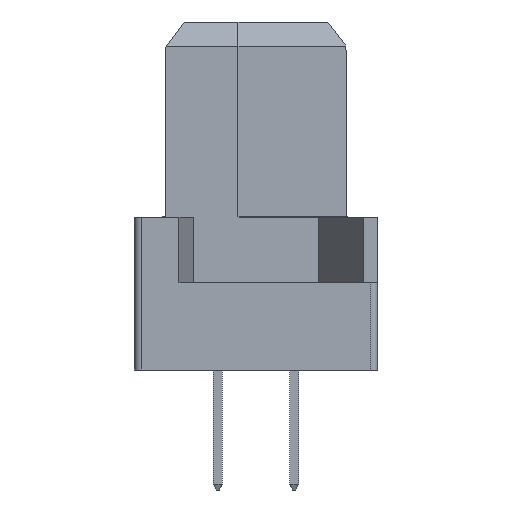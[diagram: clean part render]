
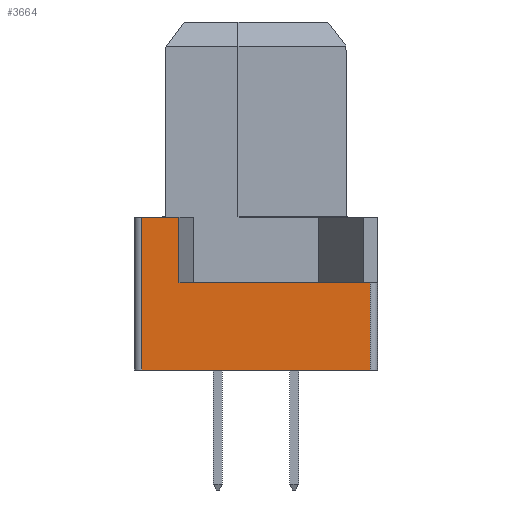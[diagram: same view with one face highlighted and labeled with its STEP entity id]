
A CAD part, left-side view. The second image highlights one B-rep face of the part: STEP entity #3664.
In plain terms, the highlighted planar face has unit normal (-1, 0, 0).
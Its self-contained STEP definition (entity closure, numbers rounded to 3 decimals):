
#3664=ADVANCED_FACE('',(#7408),#7409,.T.);
#7408=FACE_OUTER_BOUND('',#11357,.T.);
#7409=PLANE('',#11358);
#11357=EDGE_LOOP('',(#21764,#21765,#21766,#21767,#21768,#21769));
#11358=AXIS2_PLACEMENT_3D('',#21770,#21771,#21772);
#21764=ORIENTED_EDGE('',*,*,#27228,.T.);
#21765=ORIENTED_EDGE('',*,*,#27206,.T.);
#21766=ORIENTED_EDGE('',*,*,#27250,.F.);
#21767=ORIENTED_EDGE('',*,*,#27251,.F.);
#21768=ORIENTED_EDGE('',*,*,#27252,.F.);
#21769=ORIENTED_EDGE('',*,*,#23150,.T.);
#21770=CARTESIAN_POINT('',(-47.5,0.,-11.8));
#21771=DIRECTION('',(-1.,0.,0.0));
#21772=DIRECTION('',(0.,-1.,0.0));
#23150=EDGE_CURVE('',#27587,#27585,#27588,.T.);
#27206=EDGE_CURVE('',#33480,#33481,#33482,.T.);
#27228=EDGE_CURVE('',#27585,#33480,#33519,.T.);
#27250=EDGE_CURVE('',#33548,#33481,#33549,.T.);
#27251=EDGE_CURVE('',#33550,#33548,#33551,.T.);
#27252=EDGE_CURVE('',#27587,#33550,#33552,.T.);
#27585=VERTEX_POINT('',#34038);
#27587=VERTEX_POINT('',#34040);
#27588=LINE('',#34041,#34042);
#33480=VERTEX_POINT('',#42798);
#33481=VERTEX_POINT('',#42799);
#33482=LINE('',#42800,#42801);
#33519=LINE('',#42855,#42856);
#33548=VERTEX_POINT('',#42897);
#33549=LINE('',#42898,#42899);
#33550=VERTEX_POINT('',#42900);
#33551=LINE('',#42901,#42902);
#33552=LINE('',#42903,#42904);
#34038=CARTESIAN_POINT('',(-47.5,-3.816,-8.7));
#34040=CARTESIAN_POINT('',(-47.5,-3.816,-11.6));
#34041=CARTESIAN_POINT('',(-47.5,-3.816,-11.8));
#34042=VECTOR('',#43618,1.0);
#42798=CARTESIAN_POINT('',(-47.5,2.567,-8.7));
#42799=CARTESIAN_POINT('',(-47.5,2.567,-6.5));
#42800=CARTESIAN_POINT('',(-47.5,2.567,-10.25));
#42801=VECTOR('',#46534,1.0);
#42855=CARTESIAN_POINT('',(-47.5,-2.239,-8.7));
#42856=VECTOR('',#46555,1.0);
#42897=CARTESIAN_POINT('',(-47.5,3.816,-6.5));
#42898=CARTESIAN_POINT('',(-47.5,2.25,-6.5));
#42899=VECTOR('',#46574,1.0);
#42900=CARTESIAN_POINT('',(-47.5,3.816,-11.6));
#42901=CARTESIAN_POINT('',(-47.5,3.816,-11.8));
#42902=VECTOR('',#46575,1.0);
#42903=CARTESIAN_POINT('',(-47.5,2.25,-11.6));
#42904=VECTOR('',#46576,1.0);
#43618=DIRECTION('',(0.0,0.0,1.0));
#46534=DIRECTION('',(0.0,0.0,1.0));
#46555=DIRECTION('',(0.,1.,0.0));
#46574=DIRECTION('',(0.,-1.,0.));
#46575=DIRECTION('',(0.0,0.0,1.0));
#46576=DIRECTION('',(0.,1.,0.));
